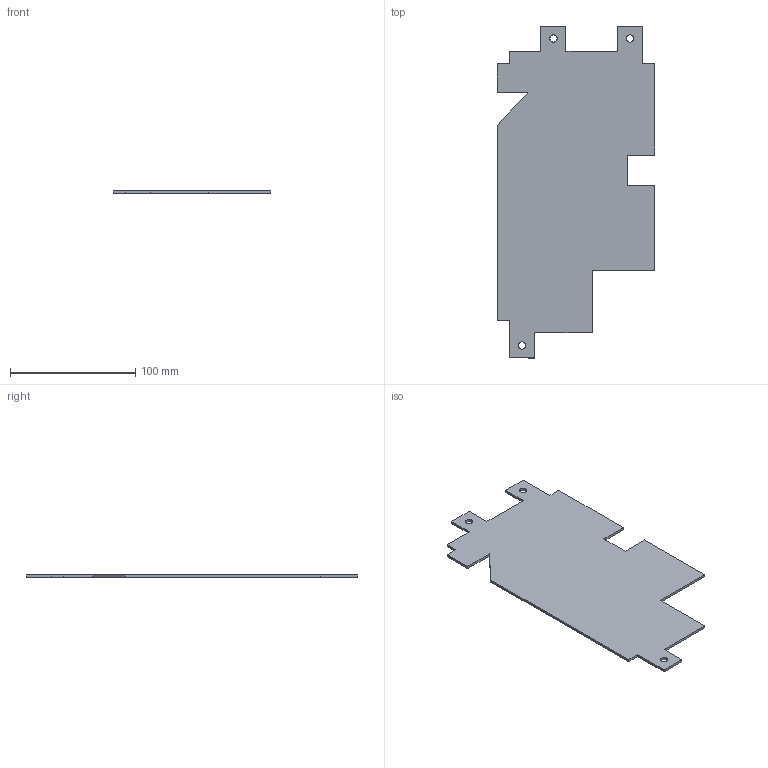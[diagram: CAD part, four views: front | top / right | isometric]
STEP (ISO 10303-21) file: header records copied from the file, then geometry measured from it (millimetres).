
FILE_DESCRIPTION(/* description */ (''),/* implementation_level */ '2;1');
FILE_NAME(/* name */ 'FrontInnerSide_Electric.step',/* time_stamp */ '2023-11-02T23:50:10+01:00',/* author */ (''),/* organization */ (''),/* preprocessor_version */ 'ST-DEVELOPER v20',/* originating_system */ 'Autodesk Translation Framework v12.14.0.127',/* authorisation */ '');
FILE_SCHEMA (('AUTOMOTIVE_DESIGN { 1 0 10303 214 3 1 1 }'));
Length unit declared in the file: millimetre
Products named in the file (1): FrontInnerSide_Electric
Bounding box: 126 x 265 x 2 mm (x, y, z)
Volume: 51639.3 mm3; surface area: 53549.5 mm2
Topology: 1 solids, 1 shells, 32 faces, 90 edges, 60 vertices
Faces by surface type: plane 29, cylinder 3
Full cylindrical faces by diameter (mm): 5.8 x3
Entity records: 1065 total; most frequent: CARTESIAN_POINT 183, ORIENTED_EDGE 180, DIRECTION 162, EDGE_CURVE 90, LINE 84, VECTOR 84, VERTEX_POINT 60, AXIS2_PLACEMENT_3D 39
